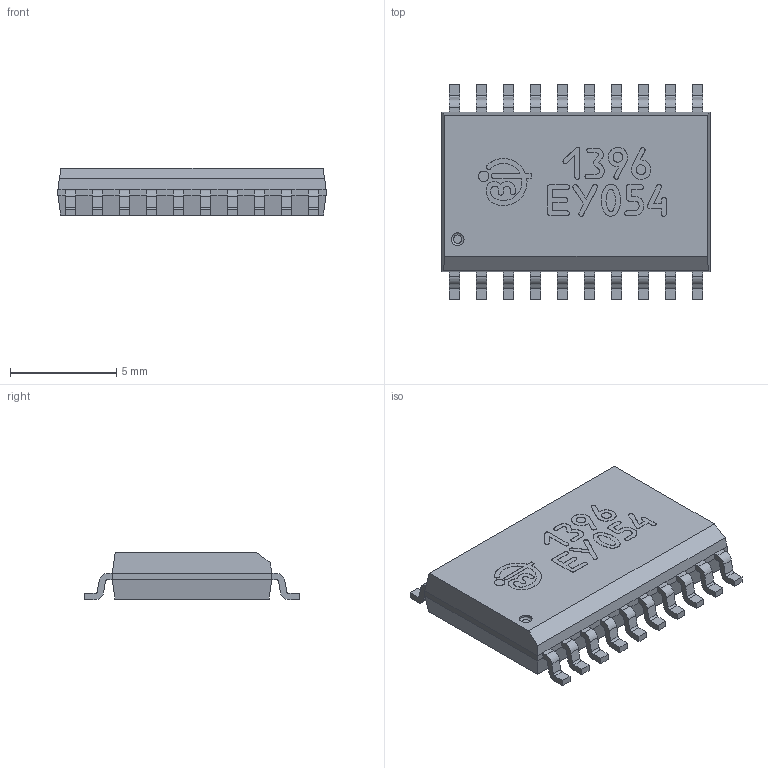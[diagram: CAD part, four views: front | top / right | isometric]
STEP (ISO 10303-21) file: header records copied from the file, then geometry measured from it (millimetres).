
FILE_DESCRIPTION( ( 'Unknown' ), '1' );
FILE_NAME( 'SOIC20-1396ЕУ054.stp', 'Unknown', ( 'Unknown' ), ( 'Unknown' ), 'PSStep 17.0.49', 'Unknown', ' ' );
FILE_SCHEMA( ( 'AUTOMOTIVE_DESIGN { 1 0 10303 214 1 1 1 1 }' ) );
Length unit declared in the file: millimetre
Products named in the file (1): User Library-SOIC20
Bounding box: 12.6 x 10.13 x 2.24 mm (x, y, z)
Volume: 206.8 mm3; surface area: 326.9 mm2
Topology: 1 solids, 1 shells, 364 faces, 952 edges, 605 vertices
Faces by surface type: plane 244, cylinder 97, extrusion 22, torus 1
Full cylindrical faces by diameter (mm): 0.5 x1, 0.6 x1
Entity records: 15282 total; most frequent: CARTESIAN_POINT 3373, ORIENTED_EDGE 1890, DIRECTION 1804, EDGE_CURVE 945, VECTOR 728, LINE 706, VERTEX_POINT 605, AXIS2_PLACEMENT_3D 538
